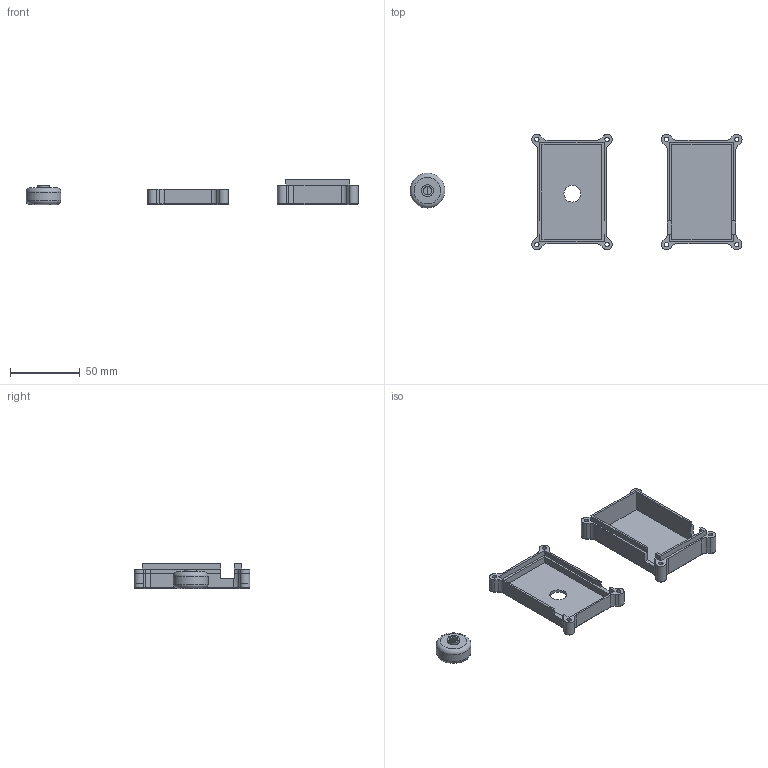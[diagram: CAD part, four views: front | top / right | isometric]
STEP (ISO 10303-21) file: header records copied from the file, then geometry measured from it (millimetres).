
FILE_DESCRIPTION(/* description */ (''),/* implementation_level */ '2;1');
FILE_NAME(/* name */ 'case.step',/* time_stamp */ '2020-09-18T16:01:20-04:00',/* author */ (''),/* organization */ (''),/* preprocessor_version */ 'ST-DEVELOPER v18.1',/* originating_system */ 'Autodesk Translation Framework v9.3.0.1241',/* authorisation */ '');
FILE_SCHEMA (('AUTOMOTIVE_DESIGN { 1 0 10303 214 3 1 1 }'));
Length unit declared in the file: millimetre
Products named in the file (1): DIMMER_ENCODER_CASE
Bounding box: 238.04 x 82.94 x 18 mm (x, y, z)
Volume: 37188.5 mm3; surface area: 31224 mm2
Topology: 3 solids, 3 shells, 233 faces, 589 edges, 376 vertices
Faces by surface type: plane 110, cylinder 65, bspline 32, torus 26
Full cylindrical faces by diameter (mm): 3.1 x8, 6 x4, 8.5 x1, 12 x1, 25 x1
Entity records: 7346 total; most frequent: CARTESIAN_POINT 1743, ORIENTED_EDGE 1178, DIRECTION 1091, EDGE_CURVE 589, VERTEX_POINT 376, AXIS2_PLACEMENT_3D 364, LINE 363, VECTOR 363
